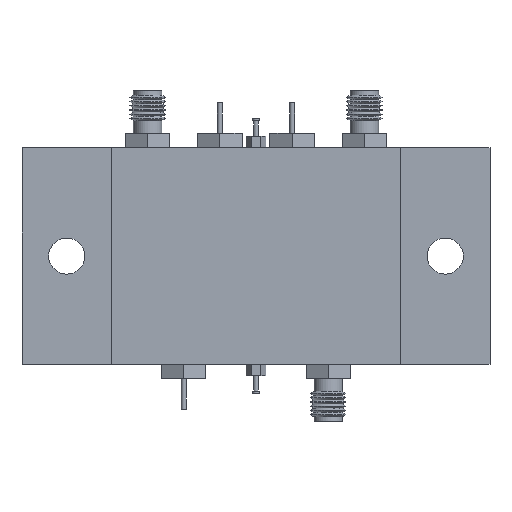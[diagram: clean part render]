
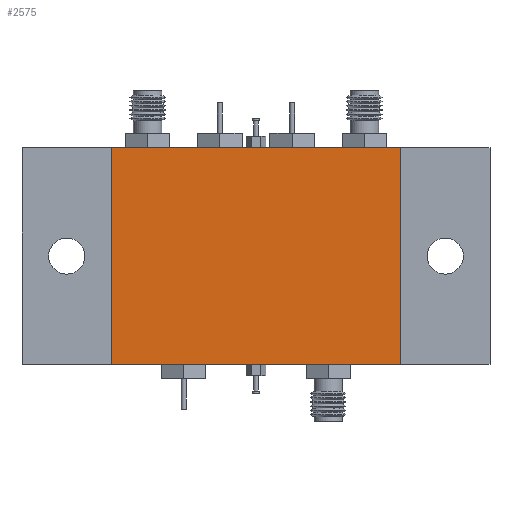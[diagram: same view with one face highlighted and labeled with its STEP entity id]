
A CAD part, top view. The second image highlights one B-rep face of the part: STEP entity #2575.
In plain terms, the highlighted planar face has unit normal (0, 0, 1).
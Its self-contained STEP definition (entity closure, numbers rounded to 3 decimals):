
#50=LINE($,#4176,#218);
#52=LINE($,#4180,#220);
#54=LINE($,#4184,#222);
#56=LINE($,#4187,#224);
#218=VECTOR($,#3353,38.1);
#220=VECTOR($,#3357,50.8);
#222=VECTOR($,#3361,38.1);
#224=VECTOR($,#3365,50.8);
#650=FACE_OUTER_BOUND($,#901,.T.);
#901=EDGE_LOOP($,(#1963,#1964,#1965,#1966));
#1330=VERTEX_POINT($,#4173);
#1331=VERTEX_POINT($,#4175);
#1332=VERTEX_POINT($,#4179);
#1333=VERTEX_POINT($,#4183);
#1582=EDGE_CURVE($,#1331,#1330,#50,.T.);
#1584=EDGE_CURVE($,#1332,#1331,#52,.T.);
#1586=EDGE_CURVE($,#1333,#1332,#54,.T.);
#1588=EDGE_CURVE($,#1330,#1333,#56,.T.);
#1963=ORIENTED_EDGE($,*,*,#1588,.T.);
#1964=ORIENTED_EDGE($,*,*,#1586,.T.);
#1965=ORIENTED_EDGE($,*,*,#1584,.T.);
#1966=ORIENTED_EDGE($,*,*,#1582,.T.);
#2426=PLANE($,#2888);
#2575=ADVANCED_FACE($,(#650),#2426,.T.);
#2888=AXIS2_PLACEMENT_3D($,#4188,#3366,#3367);
#3353=DIRECTION($,(0.,-1.,0.));
#3357=DIRECTION($,(-1.,0.,0.));
#3361=DIRECTION($,(0.,1.,0.));
#3365=DIRECTION($,(1.,0.,0.));
#3366=DIRECTION('center_axis',(0.,0.,1.));
#3367=DIRECTION('ref_axis',(1.,0.,0.));
#4173=CARTESIAN_POINT('',(-25.4,-19.05,17.53));
#4175=CARTESIAN_POINT('',(-25.4,19.05,17.53));
#4176=CARTESIAN_POINT($,(-25.4,-19.05,17.53));
#4179=CARTESIAN_POINT('',(25.4,19.05,17.53));
#4180=CARTESIAN_POINT($,(-25.4,19.05,17.53));
#4183=CARTESIAN_POINT('',(25.4,-19.05,17.53));
#4184=CARTESIAN_POINT($,(25.4,19.05,17.53));
#4187=CARTESIAN_POINT($,(25.4,-19.05,17.53));
#4188=CARTESIAN_POINT('Origin',(0.,0.,17.53));
